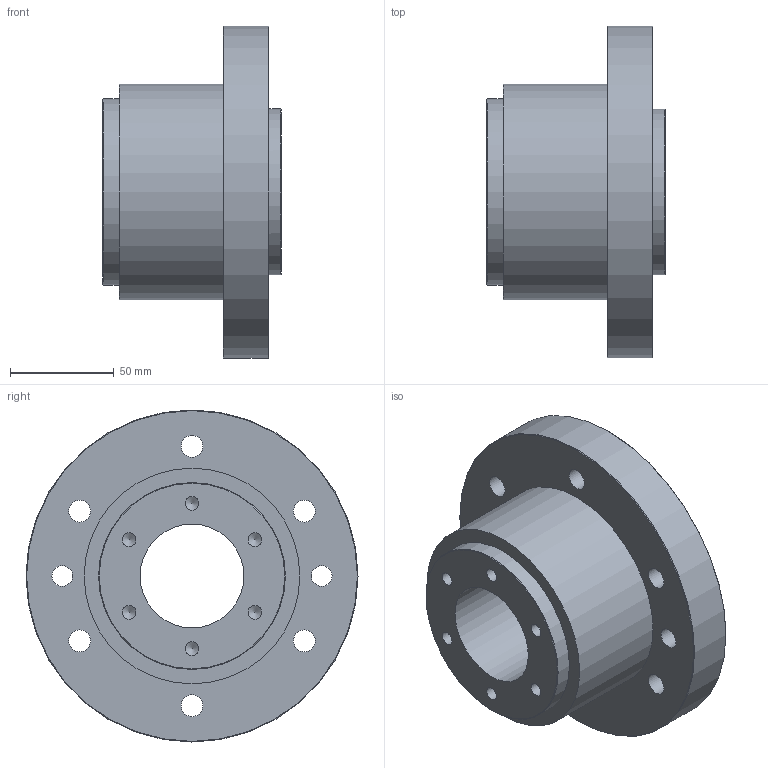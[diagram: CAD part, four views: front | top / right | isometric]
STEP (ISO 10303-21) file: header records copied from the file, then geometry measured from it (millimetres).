
FILE_DESCRIPTION(/* description */ (''),/* implementation_level */ '2;1');
FILE_NAME(/* name */ 'F1632AM.stp',/* time_stamp */ '2024-05-15T12:10:49+02:00',/* author */ ('Z420'),/* organization */ (''),/* preprocessor_version */ 'ST-DEVELOPER v18.1',/* originating_system */ 'Autodesk Inventor 2022',/* authorisation */ '');
FILE_SCHEMA (('AUTOMOTIVE_DESIGN { 1 0 10303 214 3 1 1 }'));
Length unit declared in the file: millimetre
Products named in the file (1): flasque 2
Bounding box: 86 x 160 x 160 mm (x, y, z)
Volume: 758023.4 mm3; surface area: 88837.6 mm2
Topology: 1 solids, 1 shells, 34 faces, 80 edges, 51 vertices
Faces by surface type: cylinder 19, cone 10, plane 5
Full cylindrical faces by diameter (mm): 6.6 x6, 10 x2, 10.5 x6, 50 x1, 80 x1, 90 x1, 104 x1, 160 x1
Entity records: 1042 total; most frequent: DIRECTION 189, CARTESIAN_POINT 160, ORIENTED_EDGE 148, AXIS2_PLACEMENT_3D 80, EDGE_CURVE 74, EDGE_LOOP 61, VERTEX_POINT 51, CIRCLE 45
